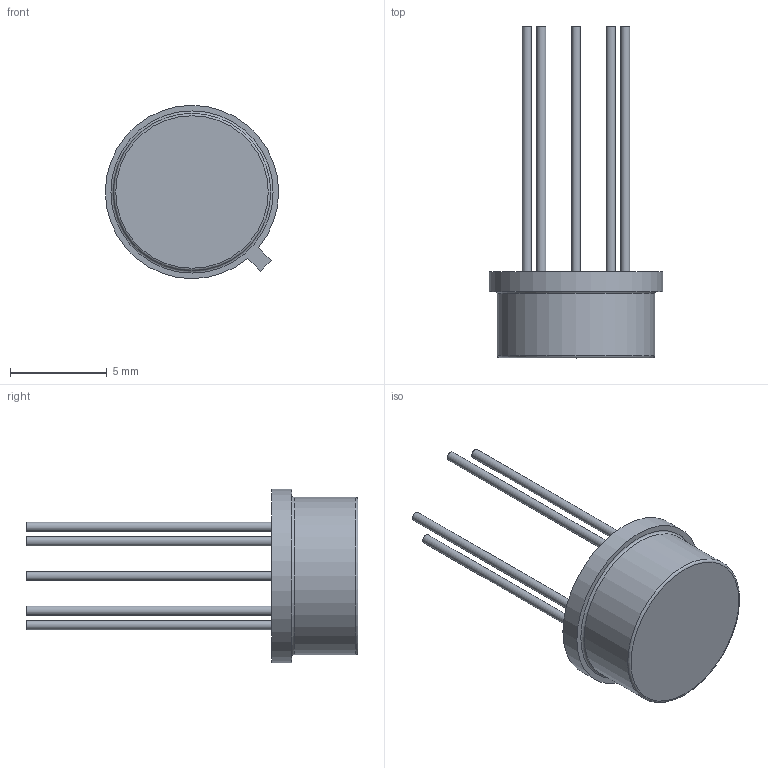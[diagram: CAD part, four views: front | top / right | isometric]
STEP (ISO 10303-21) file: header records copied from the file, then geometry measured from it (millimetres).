
FILE_DESCRIPTION(/* description */ (''),/* implementation_level */ '2;1');
FILE_NAME(/* name */ 'if3602_to78.step',/* time_stamp */ '2021-10-17T05:23:05+02:00',/* author */ (''),/* organization */ (''),/* preprocessor_version */ 'ST-DEVELOPER v18.1',/* originating_system */ 'Autodesk Translation Framework v10.10.0.1391',/* authorisation */ '');
FILE_SCHEMA (('AUTOMOTIVE_DESIGN { 1 0 10303 214 3 1 1 }'));
Length unit declared in the file: millimetre
Products named in the file (1): if3602_to78
Bounding box: 8.96 x 17.14 x 8.96 mm (x, y, z)
Volume: 256 mm3; surface area: 355.3 mm2
Topology: 1 solids, 1 shells, 22 faces, 39 edges, 26 vertices
Faces by surface type: plane 12, cylinder 8, torus 2
Full cylindrical faces by diameter (mm): 0.47 x6, 8.13 x1
Entity records: 578 total; most frequent: DIRECTION 107, CARTESIAN_POINT 88, ORIENTED_EDGE 78, AXIS2_PLACEMENT_3D 45, EDGE_CURVE 39, EDGE_LOOP 29, VERTEX_POINT 26, FACE_OUTER_BOUND 22
